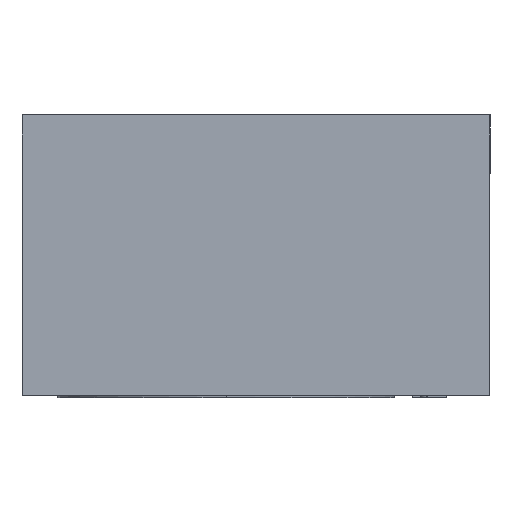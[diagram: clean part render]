
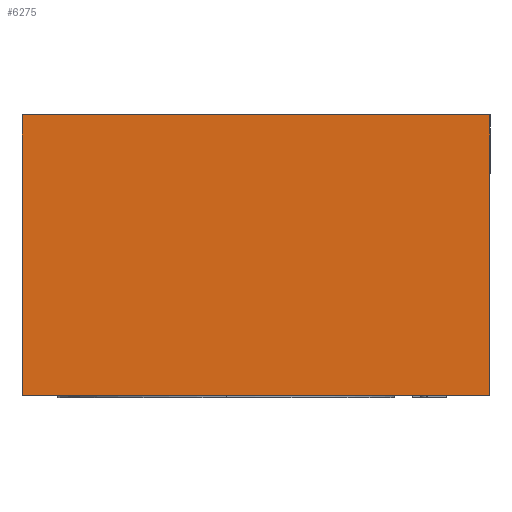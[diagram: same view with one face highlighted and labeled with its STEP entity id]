
A CAD part, left-side view. The second image highlights one B-rep face of the part: STEP entity #6275.
In plain terms, the highlighted planar face has unit normal (-1, 0, 0).
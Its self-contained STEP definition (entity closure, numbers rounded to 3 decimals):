
#111 = CARTESIAN_POINT ( 'NONE',  ( -0.5, 0.25, 0. ) ) ;
#205 = VECTOR ( 'NONE', #8085, 1000. ) ;
#766 = VECTOR ( 'NONE', #8774, 1000. ) ;
#1166 = LINE ( 'NONE', #8848, #205 ) ;
#1357 = FACE_OUTER_BOUND ( 'NONE', #3064, .T. ) ;
#1421 = LINE ( 'NONE', #5912, #3422 ) ;
#1539 = EDGE_CURVE ( 'NONE', #7263, #7547, #1421, .T. ) ;
#1579 = CARTESIAN_POINT ( 'NONE',  ( -0.5, -0.25, 0.3 ) ) ;
#1688 = CARTESIAN_POINT ( 'NONE',  ( -0.5, 0.25, 0.3 ) ) ;
#2022 = DIRECTION ( 'NONE',  ( 0., 0., 1. ) ) ;
#2032 = CARTESIAN_POINT ( 'NONE',  ( -0.5, -0.25, 0.3 ) ) ;
#2572 = EDGE_CURVE ( 'NONE', #7547, #6441, #9548, .T. ) ;
#3033 = ORIENTED_EDGE ( 'NONE', *, *, #3392, .F. ) ;
#3064 = EDGE_LOOP ( 'NONE', ( #5968, #3033, #5527, #8564 ) ) ;
#3392 = EDGE_CURVE ( 'NONE', #7263, #6349, #6541, .T. ) ;
#3422 = VECTOR ( 'NONE', #2022, 1000. ) ;
#3689 = DIRECTION ( 'NONE',  ( -1., 0., 0. ) ) ;
#4276 = CARTESIAN_POINT ( 'NONE',  ( -0.5, -0.25, 0. ) ) ;
#4981 = AXIS2_PLACEMENT_3D ( 'NONE', #8175, #3689, #8935 ) ;
#5527 = ORIENTED_EDGE ( 'NONE', *, *, #1539, .T. ) ;
#5912 = CARTESIAN_POINT ( 'NONE',  ( -0.5, -0.25, 0.05 ) ) ;
#5968 = ORIENTED_EDGE ( 'NONE', *, *, #7305, .F. ) ;
#6275 = ADVANCED_FACE ( 'NONE', ( #1357 ), #7718, .T. ) ;
#6349 = VERTEX_POINT ( 'NONE', #111 ) ;
#6441 = VERTEX_POINT ( 'NONE', #1688 ) ;
#6541 = LINE ( 'NONE', #8022, #766 ) ;
#7263 = VERTEX_POINT ( 'NONE', #4276 ) ;
#7305 = EDGE_CURVE ( 'NONE', #6349, #6441, #1166, .T. ) ;
#7521 = VECTOR ( 'NONE', #9576, 1000. ) ;
#7547 = VERTEX_POINT ( 'NONE', #1579 ) ;
#7718 = PLANE ( 'NONE',  #4981 ) ;
#8022 = CARTESIAN_POINT ( 'NONE',  ( -0.5, -0.25, 0. ) ) ;
#8085 = DIRECTION ( 'NONE',  ( 0., 0., 1. ) ) ;
#8175 = CARTESIAN_POINT ( 'NONE',  ( -0.5, -0.25, 0.05 ) ) ;
#8564 = ORIENTED_EDGE ( 'NONE', *, *, #2572, .T. ) ;
#8774 = DIRECTION ( 'NONE',  ( 0., 1., 0. ) ) ;
#8848 = CARTESIAN_POINT ( 'NONE',  ( -0.5, 0.25, 0.05 ) ) ;
#8935 = DIRECTION ( 'NONE',  ( 0., 0., 1. ) ) ;
#9548 = LINE ( 'NONE', #2032, #7521 ) ;
#9576 = DIRECTION ( 'NONE',  ( 0., 1., 0. ) ) ;
